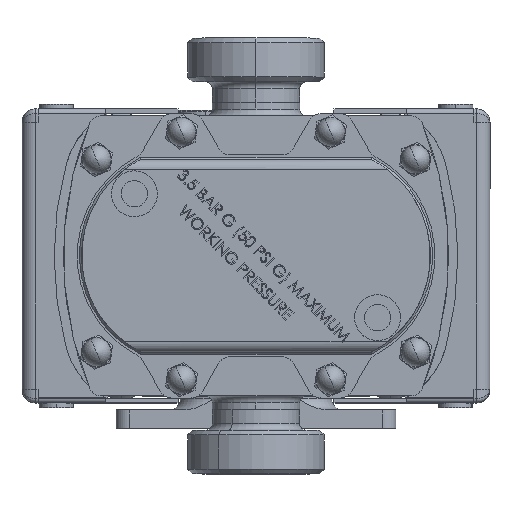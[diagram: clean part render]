
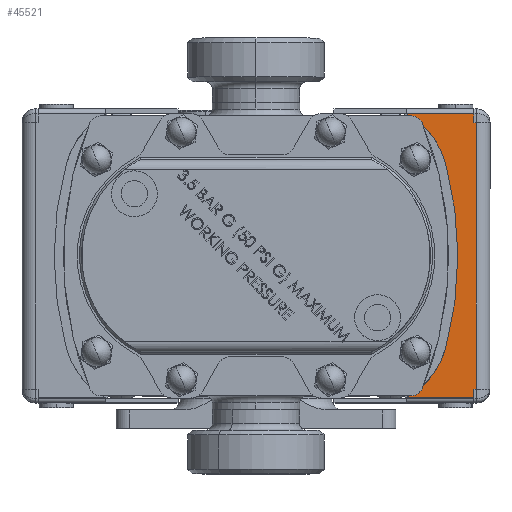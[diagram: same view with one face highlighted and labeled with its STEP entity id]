
A CAD part, top view. The second image highlights one B-rep face of the part: STEP entity #45521.
In plain terms, the highlighted planar face has unit normal (0, 0, 1).
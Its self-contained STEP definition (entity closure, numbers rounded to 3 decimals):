
#283 = ORIENTED_EDGE ( 'NONE', *, *, #55197, .T. ) ;
#664 = CARTESIAN_POINT ( 'NONE',  ( 86.756, 14.321, 73.717 ) ) ;
#978 = VECTOR ( 'NONE', #29441, 1000. ) ;
#1043 = LINE ( 'NONE', #664, #978 ) ;
#1810 = ORIENTED_EDGE ( 'NONE', *, *, #62073, .T. ) ;
#1848 = EDGE_CURVE ( 'NONE', #30275, #36113, #32418, .T. ) ;
#1980 = CARTESIAN_POINT ( 'NONE',  ( -33.257, 61.43, 73.717 ) ) ;
#2218 = EDGE_CURVE ( 'NONE', #50443, #36113, #36149, .T. ) ;
#3853 = LINE ( 'NONE', #43938, #16487 ) ;
#4202 = VERTEX_POINT ( 'NONE', #61653 ) ;
#5867 = CARTESIAN_POINT ( 'NONE',  ( 55.978, 14.321, 73.717 ) ) ;
#6315 = CARTESIAN_POINT ( 'NONE',  ( -37.071, 60.439, 73.717 ) ) ;
#6518 = CARTESIAN_POINT ( 'NONE',  ( 24.843, -100.57, 73.717 ) ) ;
#7032 = DIRECTION ( 'NONE',  ( -1., 0., 0. ) ) ;
#8975 = ORIENTED_EDGE ( 'NONE', *, *, #32931, .T. ) ;
#9903 = CARTESIAN_POINT ( 'NONE',  ( 82.943, 61.43, 73.717 ) ) ;
#10262 = ORIENTED_EDGE ( 'NONE', *, *, #2218, .T. ) ;
#10734 = VECTOR ( 'NONE', #12969, 1000. ) ;
#11546 = CARTESIAN_POINT ( 'NONE',  ( 86.756, 30.912, 73.717 ) ) ;
#11934 = CARTESIAN_POINT ( 'NONE',  ( -6.283, 14.287, 73.717 ) ) ;
#12969 = DIRECTION ( 'NONE',  ( 0., -1., 0. ) ) ;
#14343 = CARTESIAN_POINT ( 'NONE',  ( 64.797, 48.156, 73.717 ) ) ;
#14357 = ORIENTED_EDGE ( 'NONE', *, *, #72939, .T. ) ;
#16115 = DIRECTION ( 'NONE',  ( 1., 0., 0. ) ) ;
#16487 = VECTOR ( 'NONE', #49508, 1000. ) ;
#17357 = DIRECTION ( 'NONE',  ( 0., 1., 0. ) ) ;
#19318 = CIRCLE ( 'NONE', #28904, 154. ) ;
#19839 = EDGE_CURVE ( 'NONE', #45132, #46540, #46914, .T. ) ;
#19937 = CARTESIAN_POINT ( 'NONE',  ( 55.978, 61.43, 73.717 ) ) ;
#21071 = CARTESIAN_POINT ( 'NONE',  ( 65.124, 48.068, 73.717 ) ) ;
#21226 = ORIENTED_EDGE ( 'NONE', *, *, #36579, .T. ) ;
#21434 = ORIENTED_EDGE ( 'NONE', *, *, #35142, .F. ) ;
#22346 = CIRCLE ( 'NONE', #34303, 35. ) ;
#22420 = VECTOR ( 'NONE', #31307, 1000. ) ;
#23853 = CARTESIAN_POINT ( 'NONE',  ( 82.943, 60.439, 73.717 ) ) ;
#25175 = DIRECTION ( 'NONE',  ( -1., 0., 0. ) ) ;
#28904 = AXIS2_PLACEMENT_3D ( 'NONE', #6518, #69009, #63381 ) ;
#29441 = DIRECTION ( 'NONE',  ( 0., 1., 0. ) ) ;
#30275 = VERTEX_POINT ( 'NONE', #6315 ) ;
#31307 = DIRECTION ( 'NONE',  ( 1., 0., 0. ) ) ;
#31885 = LINE ( 'NONE', #19937, #47104 ) ;
#32418 = LINE ( 'NONE', #55303, #22420 ) ;
#32931 = EDGE_CURVE ( 'NONE', #30275, #4202, #69332, .T. ) ;
#33722 = VECTOR ( 'NONE', #17357, 1000. ) ;
#33800 = DIRECTION ( 'NONE',  ( 0., -1., 0. ) ) ;
#33806 = VERTEX_POINT ( 'NONE', #21071 ) ;
#34063 = CARTESIAN_POINT ( 'NONE',  ( 24.843, -100.57, 73.717 ) ) ;
#34280 = CIRCLE ( 'NONE', #61780, 34.965 ) ;
#34303 = AXIS2_PLACEMENT_3D ( 'NONE', #11934, #34370, #7032 ) ;
#34370 = DIRECTION ( 'NONE',  ( 0., 0., 1. ) ) ;
#35142 = EDGE_CURVE ( 'NONE', #45132, #62509, #3853, .T. ) ;
#35384 = ORIENTED_EDGE ( 'NONE', *, *, #64208, .F. ) ;
#35404 = PLANE ( 'NONE',  #46947 ) ;
#36113 = VERTEX_POINT ( 'NONE', #47090 ) ;
#36149 = LINE ( 'NONE', #48087, #10734 ) ;
#36579 = EDGE_CURVE ( 'NONE', #33806, #54422, #34280, .T. ) ;
#37679 = EDGE_CURVE ( 'NONE', #43432, #52925, #62922, .T. ) ;
#39089 = DIRECTION ( 'NONE',  ( 0., 0., -1. ) ) ;
#40914 = CARTESIAN_POINT ( 'NONE',  ( -37.071, 14.321, 73.717 ) ) ;
#42809 = DIRECTION ( 'NONE',  ( 0., 0., -1. ) ) ;
#43432 = VERTEX_POINT ( 'NONE', #47622 ) ;
#43938 = CARTESIAN_POINT ( 'NONE',  ( 55.978, 60.439, 73.717 ) ) ;
#45132 = VERTEX_POINT ( 'NONE', #23853 ) ;
#45521 = ADVANCED_FACE ( 'NONE', ( #47016 ), #35404, .F. ) ;
#46540 = VERTEX_POINT ( 'NONE', #9903 ) ;
#46914 = LINE ( 'NONE', #69723, #33722 ) ;
#46947 = AXIS2_PLACEMENT_3D ( 'NONE', #5867, #69815, #57510 ) ;
#47016 = FACE_OUTER_BOUND ( 'NONE', #65474, .T. ) ;
#47090 = CARTESIAN_POINT ( 'NONE',  ( -33.257, 60.439, 73.717 ) ) ;
#47104 = VECTOR ( 'NONE', #25175, 1000. ) ;
#47622 = CARTESIAN_POINT ( 'NONE',  ( -15.438, 48.068, 73.717 ) ) ;
#48087 = CARTESIAN_POINT ( 'NONE',  ( -33.257, 14.321, 73.717 ) ) ;
#49508 = DIRECTION ( 'NONE',  ( 1., 0., 0. ) ) ;
#49634 = VECTOR ( 'NONE', #33800, 1000. ) ;
#50443 = VERTEX_POINT ( 'NONE', #1980 ) ;
#50614 = ORIENTED_EDGE ( 'NONE', *, *, #19839, .T. ) ;
#52848 = ORIENTED_EDGE ( 'NONE', *, *, #1848, .F. ) ;
#52925 = VERTEX_POINT ( 'NONE', #14343 ) ;
#54422 = VERTEX_POINT ( 'NONE', #11546 ) ;
#55172 = DIRECTION ( 'NONE',  ( -1., 0., 0. ) ) ;
#55197 = EDGE_CURVE ( 'NONE', #54422, #62509, #1043, .T. ) ;
#55303 = CARTESIAN_POINT ( 'NONE',  ( 55.978, 60.439, 73.717 ) ) ;
#55754 = AXIS2_PLACEMENT_3D ( 'NONE', #34063, #42809, #16115 ) ;
#56962 = ORIENTED_EDGE ( 'NONE', *, *, #37679, .T. ) ;
#57510 = DIRECTION ( 'NONE',  ( -1., 0., 0. ) ) ;
#60767 = CARTESIAN_POINT ( 'NONE',  ( 55.978, 14.321, 73.717 ) ) ;
#61653 = CARTESIAN_POINT ( 'NONE',  ( -37.071, 30.935, 73.717 ) ) ;
#61780 = AXIS2_PLACEMENT_3D ( 'NONE', #60767, #39089, #55172 ) ;
#62073 = EDGE_CURVE ( 'NONE', #46540, #50443, #31885, .T. ) ;
#62509 = VERTEX_POINT ( 'NONE', #64783 ) ;
#62922 = CIRCLE ( 'NONE', #55754, 154. ) ;
#63381 = DIRECTION ( 'NONE',  ( 1., 0., 0. ) ) ;
#64208 = EDGE_CURVE ( 'NONE', #43432, #4202, #22346, .T. ) ;
#64783 = CARTESIAN_POINT ( 'NONE',  ( 86.756, 60.439, 73.717 ) ) ;
#65474 = EDGE_LOOP ( 'NONE', ( #35384, #56962, #14357, #21226, #283, #21434, #50614, #1810, #10262, #52848, #8975 ) ) ;
#69009 = DIRECTION ( 'NONE',  ( 0., 0., -1. ) ) ;
#69332 = LINE ( 'NONE', #40914, #49634 ) ;
#69723 = CARTESIAN_POINT ( 'NONE',  ( 82.943, 14.321, 73.717 ) ) ;
#69815 = DIRECTION ( 'NONE',  ( 0., 0., -1. ) ) ;
#72939 = EDGE_CURVE ( 'NONE', #52925, #33806, #19318, .T. ) ;
